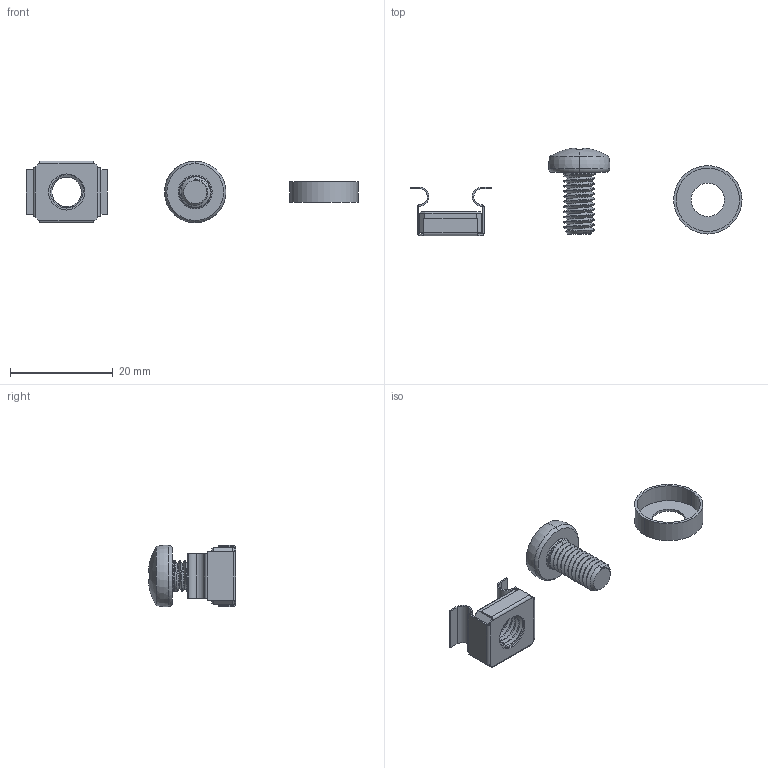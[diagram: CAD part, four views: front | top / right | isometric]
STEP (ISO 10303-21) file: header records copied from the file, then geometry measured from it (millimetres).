
FILE_DESCRIPTION (( 'STEP AP214' ), '1' );
FILE_NAME ('LCCAGENUT10-Z_3D.step', '2024-02-27T19:44:31', ( '' ), ( '' ), 'SwSTEP 2.0', 'SolidWorks 2022', '' );
FILE_SCHEMA (( 'AUTOMOTIVE_DESIGN' ));
Length unit declared in the file: millimetre
Products named in the file (4): M6 CAGE NUT; LCCAGENUT10-Z_3D; M6 WASHER; M6 ROUND HEAD SCREW_95836A680
Assembly tree (3 placements, depth 2):
  LCCAGENUT10-Z_3D
    M6 CAGE NUT
    M6 ROUND HEAD SCREW_95836A680
    M6 WASHER
Bounding box: 64.55 x 16.96 x 12.01 mm (x, y, z)
Volume: 1339.8 mm3; surface area: 2578.1 mm2
Topology: 4 solids, 4 shells, 227 faces, 568 edges, 351 vertices
Faces by surface type: plane 113, cylinder 72, bspline 17, cone 15, torus 8, sphere 2
Entity records: 10050 total; most frequent: CARTESIAN_POINT 4765, ORIENTED_EDGE 1136, DIRECTION 971, EDGE_CURVE 568, VERTEX_POINT 351, AXIS2_PLACEMENT_3D 332, LINE 307, VECTOR 307
